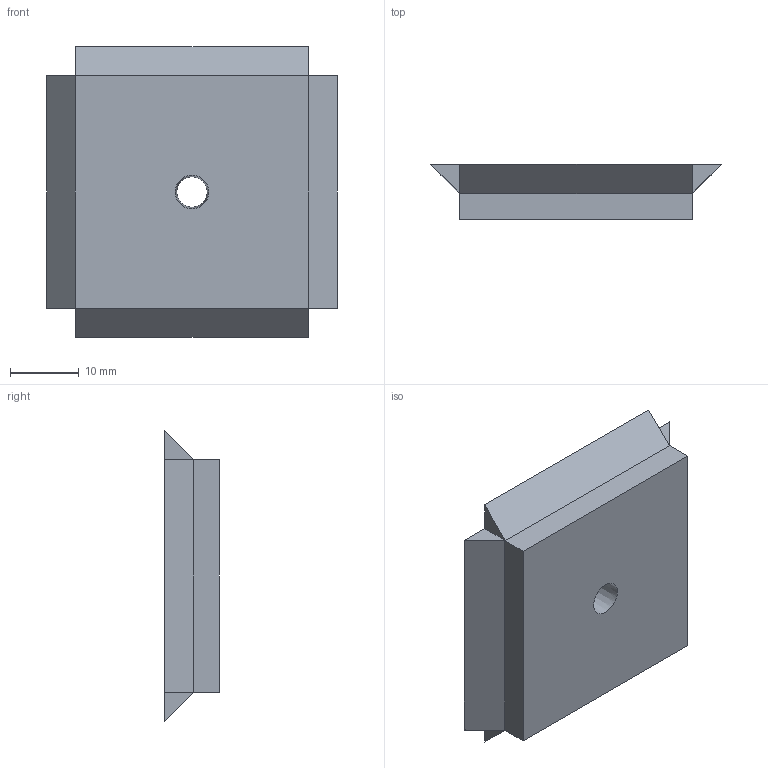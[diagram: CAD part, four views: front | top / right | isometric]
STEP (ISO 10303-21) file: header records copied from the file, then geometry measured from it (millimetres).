
FILE_DESCRIPTION(/* description */ (''),/* implementation_level */ '2;1');
FILE_NAME(/* name */ '20_Cube_Insert_Lightsheet_FEPTube_Rotating_motorholder_pipettetipholder_v3.ipt.step',/* time_stamp */ '2022-11-29T08:06:04+01:00',/* author */ ('Prakash Lab'),/* organization */ (''),/* preprocessor_version */ 'ST-DEVELOPER v18.1',/* originating_system */ 'Autodesk Inventor 2022',/* authorisation */ '');
FILE_SCHEMA (('AUTOMOTIVE_DESIGN { 1 0 10303 214 3 1 1 }'));
Length unit declared in the file: millimetre
Products named in the file (1): 20_Cube_Insert_Template_inplate_V3
Bounding box: 42.3 x 8 x 42.3 mm (x, y, z)
Volume: 10112.2 mm3; surface area: 4372 mm2
Topology: 1 solids, 1 shells, 20 faces, 51 edges, 34 vertices
Faces by surface type: plane 19, cone 1
Entity records: 653 total; most frequent: CARTESIAN_POINT 107, ORIENTED_EDGE 102, DIRECTION 95, EDGE_CURVE 51, LINE 49, VECTOR 49, VERTEX_POINT 34, EDGE_LOOP 23
